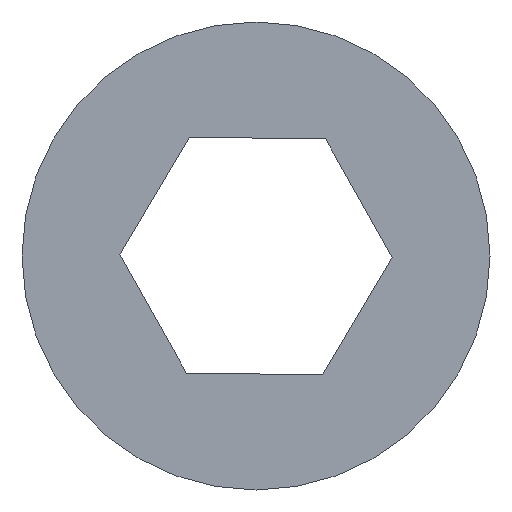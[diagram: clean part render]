
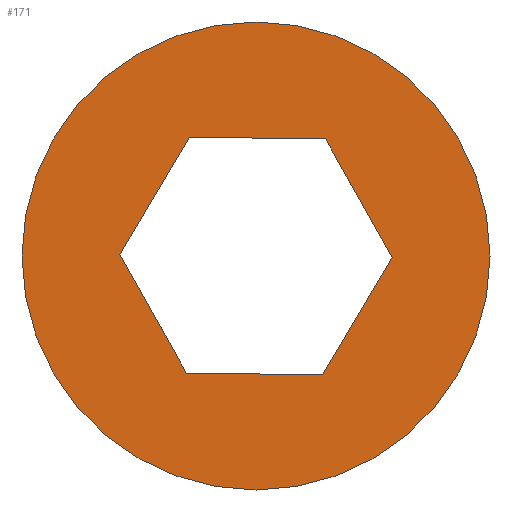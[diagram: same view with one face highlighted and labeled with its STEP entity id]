
A CAD part, left-side view. The second image highlights one B-rep face of the part: STEP entity #171.
In plain terms, the highlighted planar face has unit normal (-1, 0, 0).
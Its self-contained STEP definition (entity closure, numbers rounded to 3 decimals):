
#16=FACE_BOUND('',#39,.T.);
#18=CIRCLE('',#194,25.);
#28=FACE_OUTER_BOUND('',#38,.T.);
#38=EDGE_LOOP('',(#148));
#39=EDGE_LOOP('',(#149,#150,#151,#152,#153,#154));
#40=LINE('',#244,#59);
#44=LINE('',#252,#63);
#47=LINE('',#258,#66);
#50=LINE('',#264,#69);
#53=LINE('',#270,#72);
#56=LINE('',#275,#75);
#59=VECTOR('',#201,10.);
#63=VECTOR('',#207,10.);
#66=VECTOR('',#212,10.);
#69=VECTOR('',#217,10.);
#72=VECTOR('',#222,10.);
#75=VECTOR('',#227,10.);
#78=VERTEX_POINT('',#242);
#79=VERTEX_POINT('',#243);
#82=VERTEX_POINT('',#251);
#84=VERTEX_POINT('',#257);
#86=VERTEX_POINT('',#263);
#88=VERTEX_POINT('',#269);
#91=VERTEX_POINT('',#280);
#92=EDGE_CURVE('',#78,#79,#40,.T.);
#96=EDGE_CURVE('',#82,#78,#44,.T.);
#99=EDGE_CURVE('',#84,#82,#47,.T.);
#102=EDGE_CURVE('',#86,#84,#50,.T.);
#105=EDGE_CURVE('',#88,#86,#53,.T.);
#108=EDGE_CURVE('',#79,#88,#56,.T.);
#112=EDGE_CURVE('',#91,#91,#18,.T.);
#148=ORIENTED_EDGE('',*,*,#112,.F.);
#149=ORIENTED_EDGE('',*,*,#108,.F.);
#150=ORIENTED_EDGE('',*,*,#92,.F.);
#151=ORIENTED_EDGE('',*,*,#96,.F.);
#152=ORIENTED_EDGE('',*,*,#99,.F.);
#153=ORIENTED_EDGE('',*,*,#102,.F.);
#154=ORIENTED_EDGE('',*,*,#105,.F.);
#162=PLANE('',#196);
#171=ADVANCED_FACE('',(#28,#16),#162,.F.);
#194=AXIS2_PLACEMENT_3D('',#282,#234,#235);
#196=AXIS2_PLACEMENT_3D('',#284,#238,#239);
#201=DIRECTION('',(0.,0.511,-0.86));
#207=DIRECTION('',(0.,1.,0.013));
#212=DIRECTION('',(0.,0.489,0.872));
#217=DIRECTION('',(0.,-0.511,0.86));
#222=DIRECTION('',(0.,-1.,-0.013));
#227=DIRECTION('',(0.,-0.489,-0.872));
#234=DIRECTION('center_axis',(1.,0.,0.));
#235=DIRECTION('ref_axis',(0.,1.,0.));
#238=DIRECTION('center_axis',(1.,0.,0.));
#239=DIRECTION('ref_axis',(0.,1.,0.));
#242=CARTESIAN_POINT('',(-620.,292.115,37.691));
#243=CARTESIAN_POINT('',(-620.,299.548,25.184));
#244=CARTESIAN_POINT('',(-620.,299.548,25.184));
#251=CARTESIAN_POINT('',(-620.,277.566,37.507));
#252=CARTESIAN_POINT('',(-620.,292.115,37.691));
#257=CARTESIAN_POINT('',(-620.,270.452,24.816));
#258=CARTESIAN_POINT('',(-620.,277.566,37.507));
#263=CARTESIAN_POINT('',(-620.,277.885,12.309));
#264=CARTESIAN_POINT('',(-620.,270.452,24.816));
#269=CARTESIAN_POINT('',(-620.,292.434,12.493));
#270=CARTESIAN_POINT('',(-620.,277.885,12.309));
#275=CARTESIAN_POINT('',(-620.,292.434,12.493));
#280=CARTESIAN_POINT('',(-620.,260.,25.));
#282=CARTESIAN_POINT('Origin',(-620.,285.,25.));
#284=CARTESIAN_POINT('Origin',(-620.,285.,25.));
